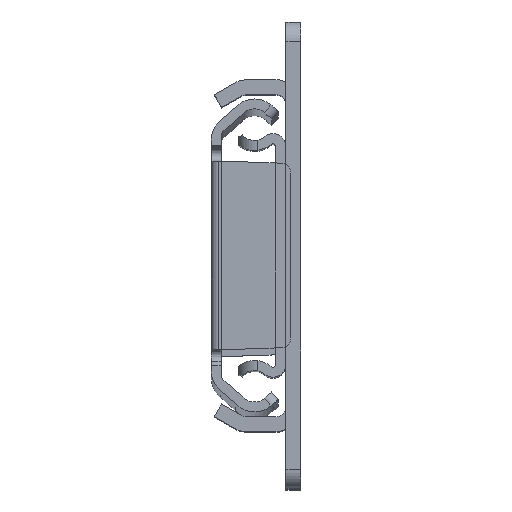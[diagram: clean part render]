
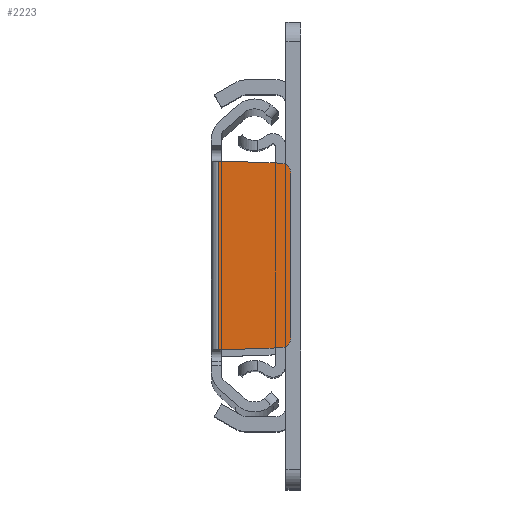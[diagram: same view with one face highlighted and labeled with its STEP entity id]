
A CAD part, top view. The second image highlights one B-rep face of the part: STEP entity #2223.
In plain terms, the highlighted planar face has unit normal (0, 0, 1).
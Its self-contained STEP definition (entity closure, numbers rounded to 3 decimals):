
#34 = CARTESIAN_POINT ( 'NONE',  ( 14., 18.51, 0. ) ) ;
#47 = ORIENTED_EDGE ( 'NONE', *, *, #4731, .F. ) ;
#80 = ORIENTED_EDGE ( 'NONE', *, *, #6550, .T. ) ;
#132 = CARTESIAN_POINT ( 'NONE',  ( 12.07, -18.578, 0. ) ) ;
#139 = LINE ( 'NONE', #6232, #581 ) ;
#252 = PLANE ( 'NONE',  #5808 ) ;
#313 = CARTESIAN_POINT ( 'NONE',  ( 0., 19., 0. ) ) ;
#412 = VERTEX_POINT ( 'NONE', #132 ) ;
#581 = VECTOR ( 'NONE', #5449, 1000. ) ;
#673 = VECTOR ( 'NONE', #2094, 1000. ) ;
#693 = CIRCLE ( 'NONE', #2507, 2. ) ;
#822 = CARTESIAN_POINT ( 'NONE',  ( 14., -16.579, 0. ) ) ;
#941 = EDGE_CURVE ( 'NONE', #6365, #2827, #5411, .T. ) ;
#1052 = DIRECTION ( 'NONE',  ( 1., 0., 0. ) ) ;
#1085 = LINE ( 'NONE', #5094, #673 ) ;
#1426 = DIRECTION ( 'NONE',  ( 0., 0., 1. ) ) ;
#1431 = VECTOR ( 'NONE', #1052, 1000. ) ;
#1460 = DIRECTION ( 'NONE',  ( 0., 0., 1. ) ) ;
#1552 = LINE ( 'NONE', #3606, #1431 ) ;
#1881 = DIRECTION ( 'NONE',  ( 1., 0., 0. ) ) ;
#2036 = ORIENTED_EDGE ( 'NONE', *, *, #6069, .T. ) ;
#2094 = DIRECTION ( 'NONE',  ( 0.999, 0.035, 0. ) ) ;
#2223 = ADVANCED_FACE ( 'NONE', ( #4935 ), #252, .T. ) ;
#2268 = VECTOR ( 'NONE', #5007, 1000. ) ;
#2374 = CARTESIAN_POINT ( 'NONE',  ( 0., 19., 0. ) ) ;
#2440 = ORIENTED_EDGE ( 'NONE', *, *, #4701, .T. ) ;
#2507 = AXIS2_PLACEMENT_3D ( 'NONE', #3000, #1460, #3480 ) ;
#2545 = ORIENTED_EDGE ( 'NONE', *, *, #2893, .T. ) ;
#2549 = LINE ( 'NONE', #34, #5188 ) ;
#2707 = CARTESIAN_POINT ( 'NONE',  ( 14., 16.579, 0. ) ) ;
#2775 = DIRECTION ( 'NONE',  ( 0., 0., 1. ) ) ;
#2827 = VERTEX_POINT ( 'NONE', #6035 ) ;
#2893 = EDGE_CURVE ( 'NONE', #412, #3143, #6030, .T. ) ;
#2908 = AXIS2_PLACEMENT_3D ( 'NONE', #3980, #1426, #5024 ) ;
#3000 = CARTESIAN_POINT ( 'NONE',  ( 12., 16.579, 0. ) ) ;
#3058 = EDGE_CURVE ( 'NONE', #4233, #412, #1085, .T. ) ;
#3143 = VERTEX_POINT ( 'NONE', #822 ) ;
#3316 = CARTESIAN_POINT ( 'NONE',  ( 6.7, 26.325, 0. ) ) ;
#3387 = DIRECTION ( 'NONE',  ( 0., -1., 0. ) ) ;
#3447 = VERTEX_POINT ( 'NONE', #2707 ) ;
#3480 = DIRECTION ( 'NONE',  ( 1., 0., 0. ) ) ;
#3606 = CARTESIAN_POINT ( 'NONE',  ( -2., 19., 0. ) ) ;
#3622 = VERTEX_POINT ( 'NONE', #313 ) ;
#3660 = EDGE_CURVE ( 'NONE', #5580, #3622, #5574, .T. ) ;
#3874 = CARTESIAN_POINT ( 'NONE',  ( -0.5, 19., 0. ) ) ;
#3980 = CARTESIAN_POINT ( 'NONE',  ( 12., -16.579, 0. ) ) ;
#4071 = VECTOR ( 'NONE', #3387, 1000. ) ;
#4078 = CARTESIAN_POINT ( 'NONE',  ( 0., -19., 0. ) ) ;
#4104 = DIRECTION ( 'NONE',  ( 0., 1., 0. ) ) ;
#4233 = VERTEX_POINT ( 'NONE', #4078 ) ;
#4448 = ORIENTED_EDGE ( 'NONE', *, *, #3660, .T. ) ;
#4695 = ORIENTED_EDGE ( 'NONE', *, *, #3058, .T. ) ;
#4701 = EDGE_CURVE ( 'NONE', #3143, #3447, #2549, .T. ) ;
#4731 = EDGE_CURVE ( 'NONE', #6365, #3622, #1552, .T. ) ;
#4829 = CARTESIAN_POINT ( 'NONE',  ( -0.5, 26.325, 0. ) ) ;
#4935 = FACE_OUTER_BOUND ( 'NONE', #6345, .T. ) ;
#4957 = ORIENTED_EDGE ( 'NONE', *, *, #941, .T. ) ;
#5007 = DIRECTION ( 'NONE',  ( -0.999, 0.035, 0. ) ) ;
#5024 = DIRECTION ( 'NONE',  ( 1., 0., 0. ) ) ;
#5094 = CARTESIAN_POINT ( 'NONE',  ( 0., -19., 0. ) ) ;
#5188 = VECTOR ( 'NONE', #4104, 1000. ) ;
#5301 = CARTESIAN_POINT ( 'NONE',  ( 12.07, 18.578, 0. ) ) ;
#5411 = LINE ( 'NONE', #4829, #4071 ) ;
#5449 = DIRECTION ( 'NONE',  ( 1., 0., 0. ) ) ;
#5574 = LINE ( 'NONE', #2374, #2268 ) ;
#5580 = VERTEX_POINT ( 'NONE', #5301 ) ;
#5808 = AXIS2_PLACEMENT_3D ( 'NONE', #3316, #2775, #1881 ) ;
#6030 = CIRCLE ( 'NONE', #2908, 2. ) ;
#6035 = CARTESIAN_POINT ( 'NONE',  ( -0.5, -19., 0. ) ) ;
#6069 = EDGE_CURVE ( 'NONE', #2827, #4233, #139, .T. ) ;
#6232 = CARTESIAN_POINT ( 'NONE',  ( -2., -19., 0. ) ) ;
#6345 = EDGE_LOOP ( 'NONE', ( #47, #4957, #2036, #4695, #2545, #2440, #80, #4448 ) ) ;
#6365 = VERTEX_POINT ( 'NONE', #3874 ) ;
#6550 = EDGE_CURVE ( 'NONE', #3447, #5580, #693, .T. ) ;
